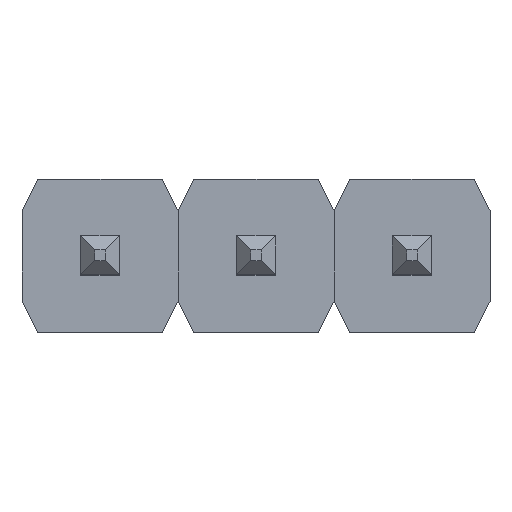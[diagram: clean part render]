
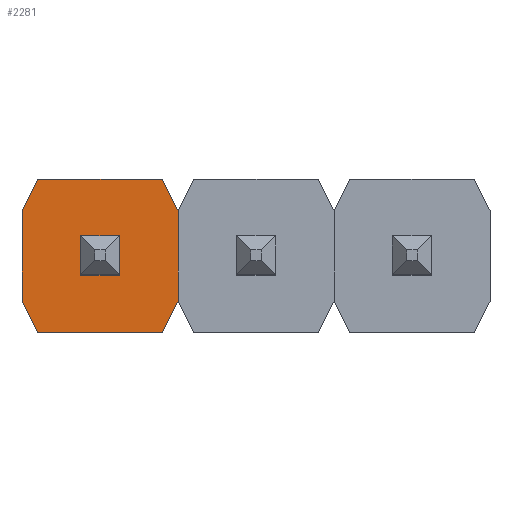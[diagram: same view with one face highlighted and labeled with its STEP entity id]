
A CAD part, top view. The second image highlights one B-rep face of the part: STEP entity #2281.
In plain terms, the highlighted planar face has unit normal (0, 0, 1).
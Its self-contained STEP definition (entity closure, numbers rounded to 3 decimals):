
#2086=CARTESIAN_POINT('',(-1.27,-0.737,1.524));
#2087=VERTEX_POINT('',#2086);
#2094=CARTESIAN_POINT('',(-1.27,0.737,1.524));
#2095=VERTEX_POINT('',#2094);
#2096=CARTESIAN_POINT('',(-1.27,-0.737,1.524));
#2097=DIRECTION('',(0.0,1.0,0.0));
#2098=VECTOR('',#2097,1.473);
#2099=LINE('',#2096,#2098);
#2100=EDGE_CURVE('',#2087,#2095,#2099,.T.);
#2117=CARTESIAN_POINT('',(-1.016,-1.245,1.524));
#2118=VERTEX_POINT('',#2117);
#2125=CARTESIAN_POINT('',(-1.016,-1.245,1.524));
#2126=DIRECTION('',(-0.447,0.894,0.0));
#2127=VECTOR('',#2126,0.568);
#2128=LINE('',#2125,#2127);
#2129=EDGE_CURVE('',#2118,#2087,#2128,.T.);
#2144=CARTESIAN_POINT('',(1.016,-1.245,1.524));
#2145=VERTEX_POINT('',#2144);
#2152=CARTESIAN_POINT('',(1.016,-1.245,1.524));
#2153=DIRECTION('',(-1.0,0.0,0.0));
#2154=VECTOR('',#2153,2.032);
#2155=LINE('',#2152,#2154);
#2156=EDGE_CURVE('',#2145,#2118,#2155,.T.);
#2171=CARTESIAN_POINT('',(1.27,-0.737,1.524));
#2172=VERTEX_POINT('',#2171);
#2179=CARTESIAN_POINT('',(1.27,-0.737,1.524));
#2180=DIRECTION('',(-0.447,-0.894,0.0));
#2181=VECTOR('',#2180,0.568);
#2182=LINE('',#2179,#2181);
#2183=EDGE_CURVE('',#2172,#2145,#2182,.T.);
#2195=CARTESIAN_POINT('',(1.27,0.737,1.524));
#2196=VERTEX_POINT('',#2195);
#2203=CARTESIAN_POINT('',(1.27,0.737,1.524));
#2204=DIRECTION('',(0.0,-1.0,0.0));
#2205=VECTOR('',#2204,1.473);
#2206=LINE('',#2203,#2205);
#2207=EDGE_CURVE('',#2196,#2172,#2206,.T.);
#2219=CARTESIAN_POINT('',(1.016,1.245,1.524));
#2220=VERTEX_POINT('',#2219);
#2227=CARTESIAN_POINT('',(1.016,1.245,1.524));
#2228=DIRECTION('',(0.447,-0.894,0.0));
#2229=VECTOR('',#2228,0.568);
#2230=LINE('',#2227,#2229);
#2231=EDGE_CURVE('',#2220,#2196,#2230,.T.);
#2244=CARTESIAN_POINT('',(-1.016,1.245,1.524));
#2245=VERTEX_POINT('',#2244);
#2246=CARTESIAN_POINT('',(-1.27,0.737,1.524));
#2247=DIRECTION('',(0.447,0.894,0.0));
#2248=VECTOR('',#2247,0.568);
#2249=LINE('',#2246,#2248);
#2250=EDGE_CURVE('',#2095,#2245,#2249,.T.);
#2261=CARTESIAN_POINT('',(0.,0.,1.524));
#2262=DIRECTION('',(0.0,0.0,1.0));
#2263=DIRECTION('',(1.0,0.0,0.0));
#2264=AXIS2_PLACEMENT_3D('',#2261,#2262,#2263);
#2265=PLANE('',#2264);
#2266=ORIENTED_EDGE('',*,*,#2250,.F.);
#2267=ORIENTED_EDGE('',*,*,#2100,.F.);
#2268=ORIENTED_EDGE('',*,*,#2129,.F.);
#2269=ORIENTED_EDGE('',*,*,#2156,.F.);
#2270=ORIENTED_EDGE('',*,*,#2183,.F.);
#2271=ORIENTED_EDGE('',*,*,#2207,.F.);
#2272=ORIENTED_EDGE('',*,*,#2231,.F.);
#2273=CARTESIAN_POINT('',(-1.016,1.245,1.524));
#2274=DIRECTION('',(1.0,0.0,0.0));
#2275=VECTOR('',#2274,2.032);
#2276=LINE('',#2273,#2275);
#2277=EDGE_CURVE('',#2245,#2220,#2276,.T.);
#2278=ORIENTED_EDGE('',*,*,#2277,.F.);
#2279=EDGE_LOOP('',(#2266,#2267,#2268,#2269,#2270,#2271,#2272,#2278));
#2280=FACE_OUTER_BOUND('',#2279,.T.);
#2281=ADVANCED_FACE('',(#2280),#2265,.T.);
